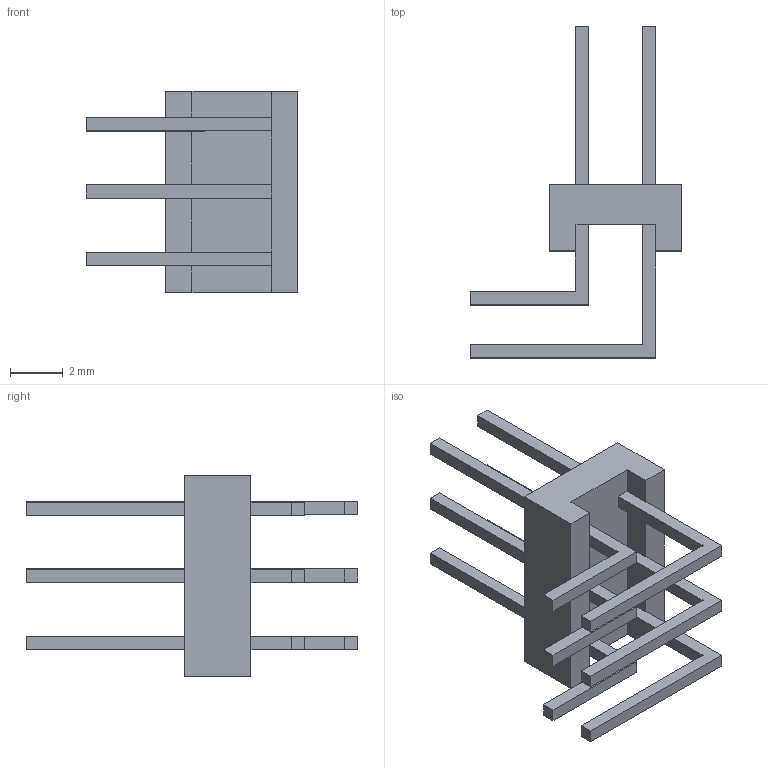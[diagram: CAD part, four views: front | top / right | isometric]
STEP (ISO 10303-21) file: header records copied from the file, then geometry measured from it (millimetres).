
FILE_DESCRIPTION (( 'STEP AP214' ), '1' );
FILE_NAME ('User Library-PLDR-6.STEP', '2016-11-09T07:22:41', ( 'Windows User' ), ( '' ), 'SwSTEP 2.0', 'SolidWorks 2016', '' );
FILE_SCHEMA (( 'AUTOMOTIVE_DESIGN' ));
Length unit declared in the file: millimetre
Products named in the file (1): User Library-PLDR-6
Bounding box: 8 x 12.54 x 7.62 mm (x, y, z)
Volume: 95.3 mm3; surface area: 325.8 mm2
Topology: 1 solids, 1 shells, 88 faces, 240 edges, 160 vertices
Faces by surface type: plane 88
Entity records: 3726 total; most frequent: CARTESIAN_POINT 489, ORIENTED_EDGE 480, DIRECTION 418, LINE 240, EDGE_CURVE 240, VECTOR 240, VERTEX_POINT 160, EDGE_LOOP 94
